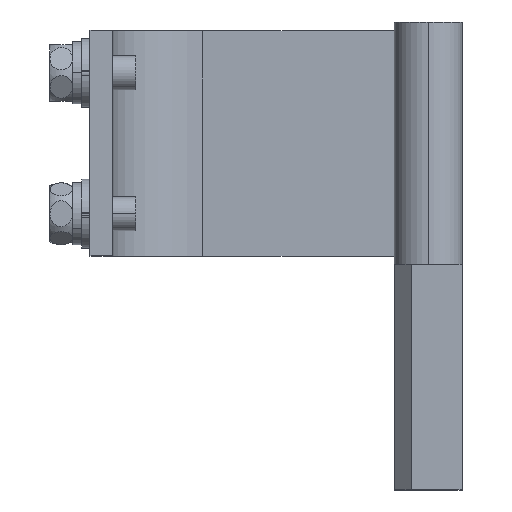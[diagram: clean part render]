
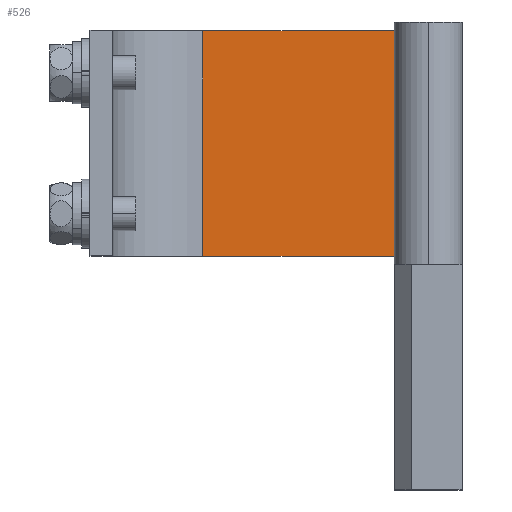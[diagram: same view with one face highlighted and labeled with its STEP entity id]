
A CAD part, top view. The second image highlights one B-rep face of the part: STEP entity #526.
In plain terms, the highlighted planar face has unit normal (0, 0, 1).
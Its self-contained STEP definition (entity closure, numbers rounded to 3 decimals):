
#365 = VERTEX_POINT ( 'NONE', #1697 ) ;
#401 = VERTEX_POINT ( 'NONE', #1606 ) ;
#403 = EDGE_CURVE ( 'NONE', #365, #401, #1730, .T. ) ;
#422 = ORIENTED_EDGE ( 'NONE', *, *, #423, .F. ) ;
#423 = EDGE_CURVE ( 'NONE', #461, #460, #1736, .T. ) ;
#424 = ORIENTED_EDGE ( 'NONE', *, *, #425, .F. ) ;
#425 = EDGE_CURVE ( 'NONE', #365, #461, #1772, .T. ) ;
#426 = ORIENTED_EDGE ( 'NONE', *, *, #403, .T. ) ;
#458 = ORIENTED_EDGE ( 'NONE', *, *, #459, .F. ) ;
#459 = EDGE_CURVE ( 'NONE', #460, #401, #1882, .T. ) ;
#460 = VERTEX_POINT ( 'NONE', #1844 ) ;
#461 = VERTEX_POINT ( 'NONE', #1843 ) ;
#526 = ADVANCED_FACE ( 'NONE', ( #1899 ), #1945, .F. ) ;
#527 = EDGE_LOOP ( 'NONE', ( #458, #422, #424, #426 ) ) ;
#1606 = CARTESIAN_POINT ( 'NONE',  ( -40., -20., -39. ) ) ;
#1697 = CARTESIAN_POINT ( 'NONE',  ( -40., 20., -39. ) ) ;
#1727 = DIRECTION ( 'NONE',  ( 0., -1., 0. ) ) ;
#1728 = VECTOR ( 'NONE', #1727, 1000. ) ;
#1729 = CARTESIAN_POINT ( 'NONE',  ( -40., 21.5, -39. ) ) ;
#1730 = LINE ( 'NONE', #1729, #1728 ) ;
#1734 = DIRECTION ( 'NONE',  ( 0., -1., 0. ) ) ;
#1735 = CARTESIAN_POINT ( 'NONE',  ( -6., 21.5, -39. ) ) ;
#1736 = LINE ( 'NONE', #1735, #1773 ) ;
#1769 = DIRECTION ( 'NONE',  ( 1., 0., 0. ) ) ;
#1770 = VECTOR ( 'NONE', #1769, 1000. ) ;
#1771 = CARTESIAN_POINT ( 'NONE',  ( -40., 20., -39. ) ) ;
#1772 = LINE ( 'NONE', #1771, #1770 ) ;
#1773 = VECTOR ( 'NONE', #1734, 1000. ) ;
#1843 = CARTESIAN_POINT ( 'NONE',  ( -6., 20., -39. ) ) ;
#1844 = CARTESIAN_POINT ( 'NONE',  ( -6., -20., -39. ) ) ;
#1879 = DIRECTION ( 'NONE',  ( -1., 0., 0. ) ) ;
#1880 = VECTOR ( 'NONE', #1879, 1000. ) ;
#1881 = CARTESIAN_POINT ( 'NONE',  ( -40., -20., -39. ) ) ;
#1882 = LINE ( 'NONE', #1881, #1880 ) ;
#1899 = FACE_OUTER_BOUND ( 'NONE', #527, .T. ) ;
#1941 = DIRECTION ( 'NONE',  ( -1., 0., 0. ) ) ;
#1942 = DIRECTION ( 'NONE',  ( 0., 0., -1. ) ) ;
#1943 = CARTESIAN_POINT ( 'NONE',  ( -40., 21.5, -39. ) ) ;
#1944 = AXIS2_PLACEMENT_3D ( 'NONE', #1943, #1942, #1941 ) ;
#1945 = PLANE ( 'NONE',  #1944 ) ;
